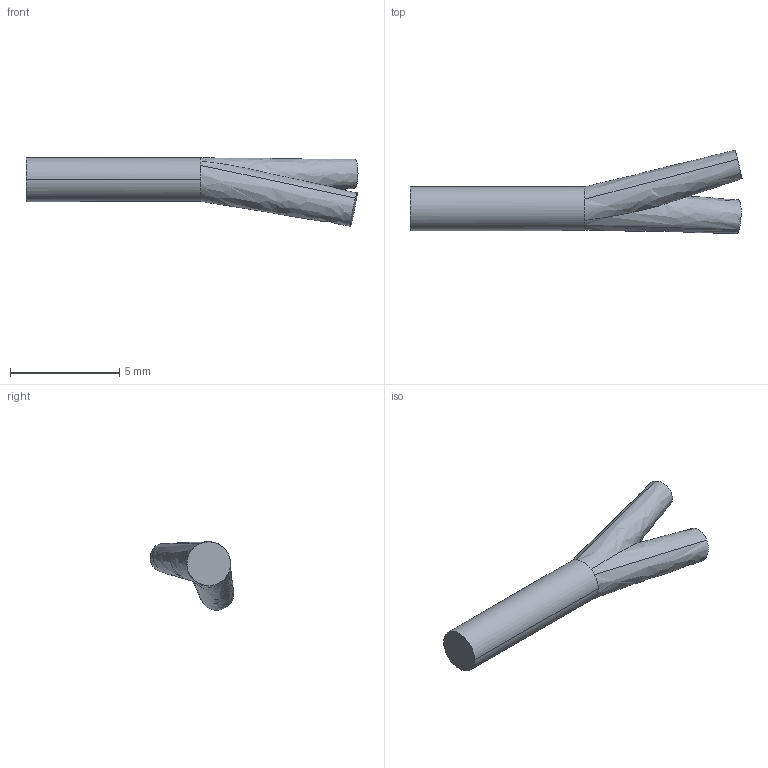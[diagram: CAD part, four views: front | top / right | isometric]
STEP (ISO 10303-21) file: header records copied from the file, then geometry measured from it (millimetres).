
FILE_DESCRIPTION (( 'STEP AP203' ), '1' );
FILE_NAME ('solid.STEP', '2014-03-12T22:01:12', ( '' ), ( '' ), 'SwSTEP 2.0', 'SolidWorks 2013', '' );
FILE_SCHEMA (( 'CONFIG_CONTROL_DESIGN' ));
Length unit declared in the file: millimetre
Products named in the file (1): solid
Bounding box: 15.19 x 3.83 x 3.13 mm (x, y, z)
Volume: 53.1 mm3; surface area: 117.9 mm2
Topology: 1 solids, 1 shells, 9 faces, 23 edges, 16 vertices
Faces by surface type: bspline 4, plane 3, cylinder 2
Entity records: 757 total; most frequent: CARTESIAN_POINT 496, ORIENTED_EDGE 46, EDGE_CURVE 23, DIRECTION 22, VERTEX_POINT 16, B_SPLINE_CURVE_WITH_KNOTS 15, ADVANCED_FACE 9, FACE_OUTER_BOUND 9
